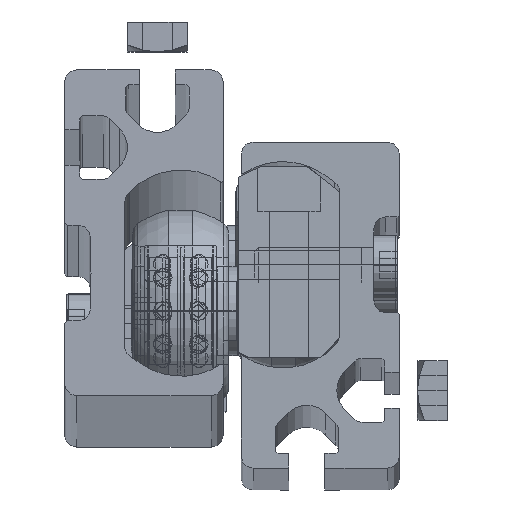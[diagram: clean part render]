
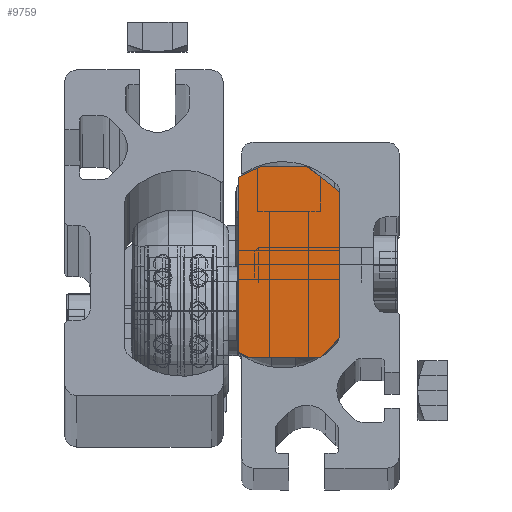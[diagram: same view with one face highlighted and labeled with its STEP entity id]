
A CAD part, top view. The second image highlights one B-rep face of the part: STEP entity #9759.
In plain terms, the highlighted face is planar.
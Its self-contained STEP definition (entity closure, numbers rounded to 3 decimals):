
#531 = EDGE_CURVE ( 'NONE', #14915, #18248, #19837, .T. ) ;
#633 = CARTESIAN_POINT ( 'NONE',  ( -19., -12.2, 8.5 ) ) ;
#638 = CARTESIAN_POINT ( 'NONE',  ( -19., 12.203, 8.5 ) ) ;
#893 = LINE ( 'NONE', #15348, #16213 ) ;
#1322 = ORIENTED_EDGE ( 'NONE', *, *, #16959, .F. ) ;
#1383 = LINE ( 'NONE', #6276, #16995 ) ;
#1404 = VERTEX_POINT ( 'NONE', #11800 ) ;
#1463 = EDGE_CURVE ( 'NONE', #20040, #4427, #14163, .T. ) ;
#3055 = VECTOR ( 'NONE', #10084, 1000. ) ;
#3742 = ORIENTED_EDGE ( 'NONE', *, *, #531, .T. ) ;
#3799 = ORIENTED_EDGE ( 'NONE', *, *, #4850, .T. ) ;
#3914 = EDGE_LOOP ( 'NONE', ( #9133, #6891, #15053, #3742, #8804, #6294, #1322, #3799 ) ) ;
#4427 = VERTEX_POINT ( 'NONE', #17903 ) ;
#4601 = DIRECTION ( 'NONE',  ( 0., 0., 1. ) ) ;
#4850 = EDGE_CURVE ( 'NONE', #12433, #14977, #893, .T. ) ;
#4906 = VECTOR ( 'NONE', #18805, 1000. ) ;
#6032 = LINE ( 'NONE', #12382, #14761 ) ;
#6276 = CARTESIAN_POINT ( 'NONE',  ( -19., -14.661, -8.5 ) ) ;
#6294 = ORIENTED_EDGE ( 'NONE', *, *, #8933, .F. ) ;
#6440 = EDGE_CURVE ( 'NONE', #14977, #4427, #10198, .T. ) ;
#6891 = ORIENTED_EDGE ( 'NONE', *, *, #1463, .F. ) ;
#8804 = ORIENTED_EDGE ( 'NONE', *, *, #16677, .T. ) ;
#8933 = EDGE_CURVE ( 'NONE', #1404, #18358, #6032, .T. ) ;
#9133 = ORIENTED_EDGE ( 'NONE', *, *, #6440, .T. ) ;
#9576 = CARTESIAN_POINT ( 'NONE',  ( -19., 16.5, -4.6 ) ) ;
#9759 = ADVANCED_FACE ( 'NONE', ( #19754 ), #10395, .T. ) ;
#10084 = DIRECTION ( 'NONE',  ( 0., -0.707, -0.707 ) ) ;
#10198 = LINE ( 'NONE', #638, #12626 ) ;
#10395 = PLANE ( 'NONE',  #13173 ) ;
#11147 = LINE ( 'NONE', #9576, #15443 ) ;
#11300 = CARTESIAN_POINT ( 'NONE',  ( -19., 12.203, 8.5 ) ) ;
#11667 = DIRECTION ( 'NONE',  ( 0., 0.616, -0.788 ) ) ;
#11800 = CARTESIAN_POINT ( 'NONE',  ( -19., -15.5, 5.2 ) ) ;
#12244 = DIRECTION ( 'NONE',  ( 0., 1., 0. ) ) ;
#12382 = CARTESIAN_POINT ( 'NONE',  ( -19., -15.5, 5.2 ) ) ;
#12433 = VERTEX_POINT ( 'NONE', #14186 ) ;
#12626 = VECTOR ( 'NONE', #11667, 1000. ) ;
#12820 = VECTOR ( 'NONE', #4601, 1000. ) ;
#12945 = DIRECTION ( 'NONE',  ( -1., 0., 0. ) ) ;
#13173 = AXIS2_PLACEMENT_3D ( 'NONE', #18210, #12945, #16867 ) ;
#13807 = DIRECTION ( 'NONE',  ( 0., 0., -1. ) ) ;
#14163 = LINE ( 'NONE', #18554, #12820 ) ;
#14186 = CARTESIAN_POINT ( 'NONE',  ( -19., -12.2, 8.5 ) ) ;
#14761 = VECTOR ( 'NONE', #13807, 1000. ) ;
#14915 = VERTEX_POINT ( 'NONE', #17136 ) ;
#14977 = VERTEX_POINT ( 'NONE', #11300 ) ;
#15053 = ORIENTED_EDGE ( 'NONE', *, *, #20072, .T. ) ;
#15348 = CARTESIAN_POINT ( 'NONE',  ( -19., -12.2, 8.5 ) ) ;
#15443 = VECTOR ( 'NONE', #19152, 1000. ) ;
#15942 = CARTESIAN_POINT ( 'NONE',  ( -19., 16.5, -4.6 ) ) ;
#16213 = VECTOR ( 'NONE', #12244, 1000. ) ;
#16615 = CARTESIAN_POINT ( 'NONE',  ( -19., -14.661, -8.5 ) ) ;
#16677 = EDGE_CURVE ( 'NONE', #18248, #18358, #1383, .T. ) ;
#16867 = DIRECTION ( 'NONE',  ( 0., 0., 1. ) ) ;
#16959 = EDGE_CURVE ( 'NONE', #12433, #1404, #18009, .T. ) ;
#16995 = VECTOR ( 'NONE', #20180, 1000. ) ;
#17136 = CARTESIAN_POINT ( 'NONE',  ( -19., 14.681, -8.5 ) ) ;
#17562 = CARTESIAN_POINT ( 'NONE',  ( -19., 14.681, -8.5 ) ) ;
#17903 = CARTESIAN_POINT ( 'NONE',  ( -19., 16.5, 3. ) ) ;
#18009 = LINE ( 'NONE', #633, #3055 ) ;
#18210 = CARTESIAN_POINT ( 'NONE',  ( -19., 1.5, 22.2 ) ) ;
#18248 = VERTEX_POINT ( 'NONE', #16615 ) ;
#18358 = VERTEX_POINT ( 'NONE', #20204 ) ;
#18554 = CARTESIAN_POINT ( 'NONE',  ( -19., 16.5, -4.6 ) ) ;
#18805 = DIRECTION ( 'NONE',  ( 0., -1., 0. ) ) ;
#19152 = DIRECTION ( 'NONE',  ( 0., -0.423, -0.906 ) ) ;
#19754 = FACE_OUTER_BOUND ( 'NONE', #3914, .T. ) ;
#19837 = LINE ( 'NONE', #17562, #4906 ) ;
#20040 = VERTEX_POINT ( 'NONE', #15942 ) ;
#20072 = EDGE_CURVE ( 'NONE', #20040, #14915, #11147, .T. ) ;
#20180 = DIRECTION ( 'NONE',  ( 0., -0.423, 0.906 ) ) ;
#20204 = CARTESIAN_POINT ( 'NONE',  ( -19., -15.5, -6.7 ) ) ;
